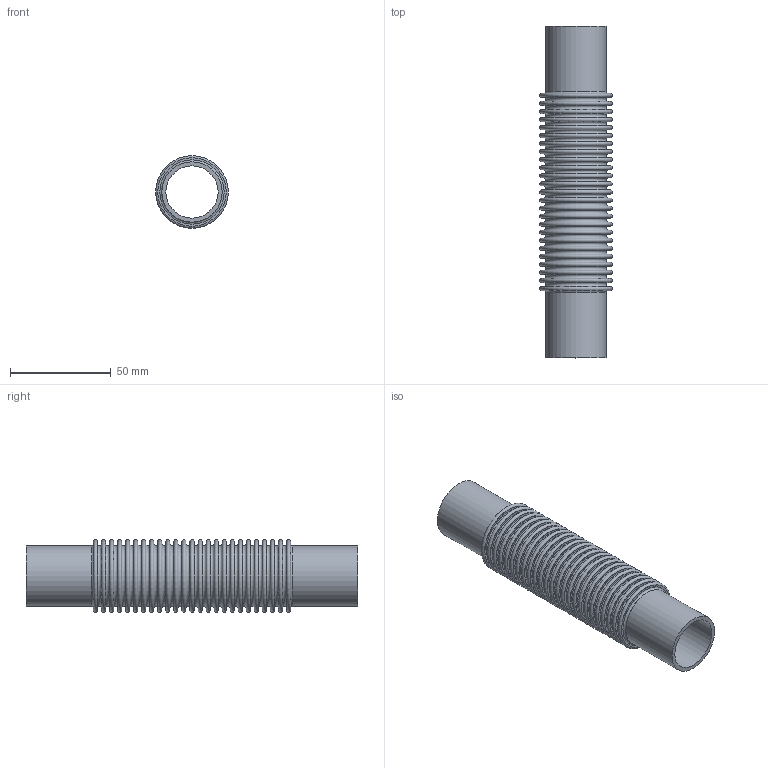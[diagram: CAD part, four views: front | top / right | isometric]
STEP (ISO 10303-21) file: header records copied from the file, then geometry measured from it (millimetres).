
FILE_DESCRIPTION(/* description */ (''),/* implementation_level */ '2;1');
FILE_NAME(/* name */ '3952.stp',/* time_stamp */ '2015-09-09T16:26:06+02:00',/* author */ ('Tekenkamer'),/* organization */ (''),/* preprocessor_version */ 'ST-DEVELOPER v15.6',/* originating_system */ 'Autodesk Inventor 2015',/* authorisation */ '');
FILE_SCHEMA (('AUTOMOTIVE_DESIGN { 1 0 10303 214 3 1 1 }'));
Length unit declared in the file: millimetre
Products named in the file (1): 3952
Bounding box: 36.1 x 165 x 36.1 mm (x, y, z)
Volume: 17883.7 mm3; surface area: 55071.8 mm2
Topology: 1 solids, 1 shells, 210 faces, 318 edges, 212 vertices
Faces by surface type: plane 104, torus 102, cylinder 4
Full cylindrical faces by diameter (mm): 26 x2, 30 x2
Entity records: 4232 total; most frequent: DIRECTION 842, CARTESIAN_POINT 631, AXIS2_PLACEMENT_3D 421, EDGE_LOOP 420, ORIENTED_EDGE 420, FACE_BOUND 210, FACE_OUTER_BOUND 210, CIRCLE 210
